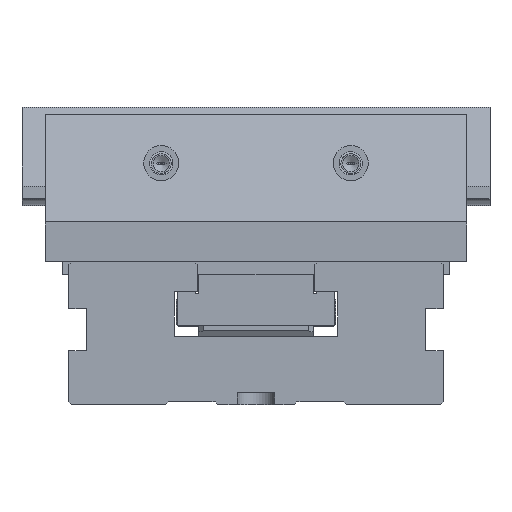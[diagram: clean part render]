
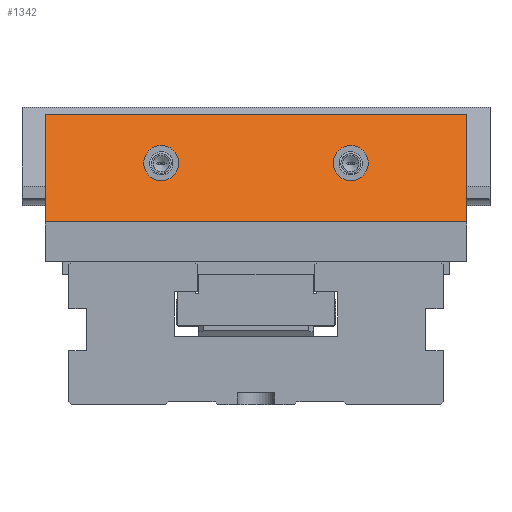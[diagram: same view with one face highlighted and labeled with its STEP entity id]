
A CAD part, left-side view. The second image highlights one B-rep face of the part: STEP entity #1342.
In plain terms, the highlighted planar face has unit normal (-0.924, 0, 0.383).
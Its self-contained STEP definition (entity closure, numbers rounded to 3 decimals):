
#221=ELLIPSE('',#8546,8.118,7.5);
#222=ELLIPSE('',#8561,8.118,7.5);
#745=FACE_BOUND('',#2500,.T.);
#746=FACE_BOUND('',#2501,.T.);
#747=FACE_BOUND('',#2502,.T.);
#1342=ADVANCED_FACE('',(#745,#746,#747),#1695,.F.);
#1695=PLANE('',#8563);
#2500=EDGE_LOOP('',(#3696,#3697,#3698,#3699));
#2501=EDGE_LOOP('',(#3700));
#2502=EDGE_LOOP('',(#3701));
#3696=ORIENTED_EDGE('',*,*,#6097,.T.);
#3697=ORIENTED_EDGE('',*,*,#6081,.T.);
#3698=ORIENTED_EDGE('',*,*,#6114,.T.);
#3699=ORIENTED_EDGE('',*,*,#6101,.T.);
#3700=ORIENTED_EDGE('',*,*,#6147,.F.);
#3701=ORIENTED_EDGE('',*,*,#6141,.F.);
#5216=VERTEX_POINT('',#12300);
#5217=VERTEX_POINT('',#12301);
#5230=VERTEX_POINT('',#12332);
#5233=VERTEX_POINT('',#12340);
#5260=VERTEX_POINT('',#12427);
#5267=VERTEX_POINT('',#12449);
#6081=EDGE_CURVE('',#5216,#5217,#7000,.T.);
#6097=EDGE_CURVE('',#5230,#5216,#7014,.T.);
#6101=EDGE_CURVE('',#5233,#5230,#7017,.T.);
#6114=EDGE_CURVE('',#5217,#5233,#7028,.T.);
#6141=EDGE_CURVE('',#5260,#5260,#221,.T.);
#6147=EDGE_CURVE('',#5267,#5267,#222,.T.);
#7000=LINE('',#12299,#7728);
#7014=LINE('',#12331,#7742);
#7017=LINE('',#12339,#7745);
#7028=LINE('',#12364,#7756);
#7728=VECTOR('',#9804,1.);
#7742=VECTOR('',#9826,1.);
#7745=VECTOR('',#9833,1.);
#7756=VECTOR('',#9852,1.);
#8546=AXIS2_PLACEMENT_3D('',#12426,#9926,#9927);
#8561=AXIS2_PLACEMENT_3D('',#12448,#9956,#9957);
#8563=AXIS2_PLACEMENT_3D('',#12451,#9960,#9961);
#9804=DIRECTION('',(0.,1.,0.));
#9826=DIRECTION('',(0.383,0.,0.924));
#9833=DIRECTION('',(0.,-1.,0.));
#9852=DIRECTION('',(-0.383,0.,-0.924));
#9926=DIRECTION('',(-0.924,0.,0.383));
#9927=DIRECTION('',(0.383,0.,0.924));
#9956=DIRECTION('',(-0.924,0.,0.383));
#9957=DIRECTION('',(0.383,0.,0.924));
#9960=DIRECTION('',(0.924,0.,-0.383));
#9961=DIRECTION('',(-0.383,0.,-0.924));
#12299=CARTESIAN_POINT('',(19.042,80.,124.4));
#12300=CARTESIAN_POINT('',(19.042,-10.,124.4));
#12301=CARTESIAN_POINT('',(19.042,170.,124.4));
#12331=CARTESIAN_POINT('',(0.589,-10.,79.853));
#12332=CARTESIAN_POINT('',(0.,-10.,78.43));
#12339=CARTESIAN_POINT('',(0.,80.,78.43));
#12340=CARTESIAN_POINT('',(0.,170.,78.43));
#12364=CARTESIAN_POINT('',(0.589,170.,79.853));
#12426=CARTESIAN_POINT('',(10.405,120.5,103.55));
#12427=CARTESIAN_POINT('',(13.512,120.5,111.05));
#12448=CARTESIAN_POINT('',(10.405,39.5,103.55));
#12449=CARTESIAN_POINT('',(13.512,39.5,111.05));
#12451=CARTESIAN_POINT('',(21.926,80.,131.363));
